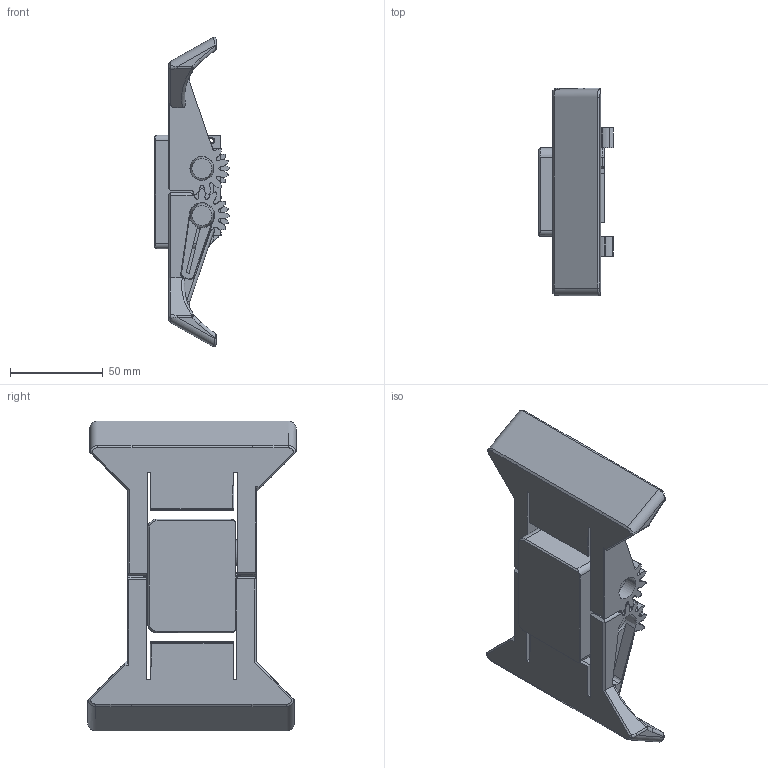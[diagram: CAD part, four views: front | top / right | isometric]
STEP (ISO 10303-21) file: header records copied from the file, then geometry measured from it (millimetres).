
FILE_DESCRIPTION(('Creo Elements/Direct Modeling STEP Export'),'2;1');
FILE_NAME('Assy_Gripper_20KGcm.stp','2018-08-09T11:58:02',(''),(''),'PTC Creo Elements/Direct Modeling STEP processor for AP214 (Solid Model)','PTC Creo Elements/Direct Modeling 19.0D 23-Nov-2015 (C) Parametric Technology GmbH','');
FILE_SCHEMA(('AUTOMOTIVE_DESIGN { 1 0 10303 214 1 1 1 1 }'));
Length unit declared in the file: millimetre
Products named in the file (5): Gripper_Mount.2; Arm_Gripper_WIDE; horn.1.1; servo_SG90; Assy_Gripper-gearheads
Assembly tree (5 placements, depth 2):
  Assy_Gripper-gearheads
    servo_SG90
    Arm_Gripper_WIDE  x2
    horn.1.1
    Gripper_Mount.2
Bounding box: 40.14 x 112.29 x 167.1 mm (x, y, z)
Volume: 215841.2 mm3; surface area: 64208.3 mm2
Topology: 5 solids, 5 shells, 640 faces, 1783 edges, 1153 vertices
Faces by surface type: extrusion 254, cylinder 155, plane 128, bspline 70, torus 16, cone 14, sphere 3
Entity records: 21604 total; most frequent: CARTESIAN_POINT 12474, ORIENTED_EDGE 2150, DIRECTION 1372, EDGE_CURVE 1075, VERTEX_POINT 695, VECTOR 554, B_SPLINE_CURVE_WITH_KNOTS 484, LINE 447
